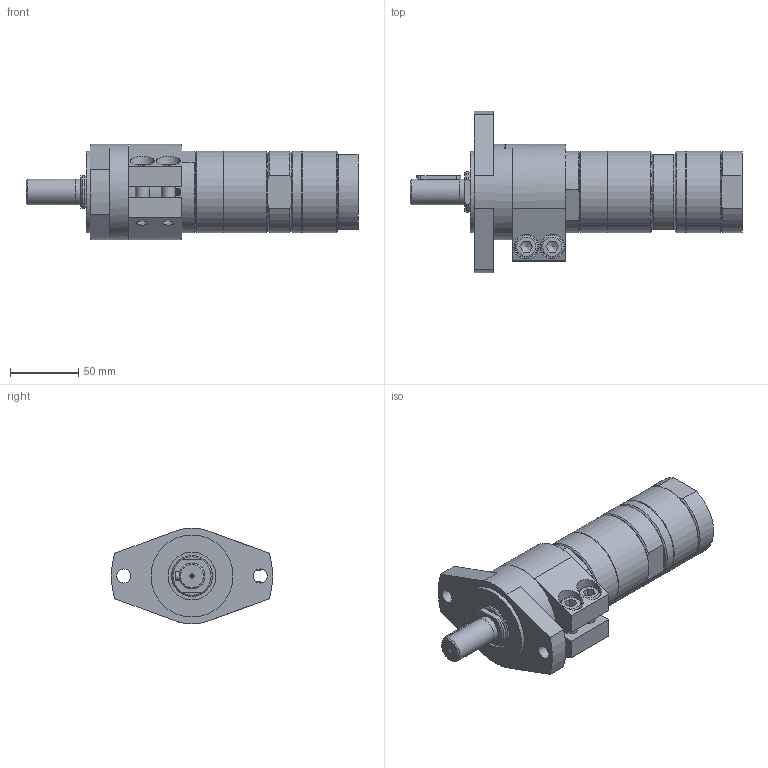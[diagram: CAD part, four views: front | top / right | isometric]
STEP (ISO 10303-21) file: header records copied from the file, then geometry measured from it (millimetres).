
FILE_DESCRIPTION(/* description */ (''),/* implementation_level */ '2;1');
FILE_NAME(/* name */ 'MRD 120-9300 F100_60032095.stp',/* time_stamp */ '2014-08-19T13:29:23+02:00',/* author */ ('ekoch'),/* organization */ (''),/* preprocessor_version */ 'ST-DEVELOPER v15.2',/* originating_system */ 'Autodesk Inventor 2014',/* authorisation */ '');
FILE_SCHEMA (('AUTOMOTIVE_DESIGN { 1 0 10303 214 3 1 1 }'));
Length unit declared in the file: millimetre
Products named in the file (1): MRD 120-9300 F100_60032095
Bounding box: 243 x 118 x 70 mm (x, y, z)
Volume: 689016.8 mm3; surface area: 76065.4 mm2
Topology: 1 solids, 5 shells, 223 faces, 541 edges, 343 vertices
Faces by surface type: plane 123, cylinder 54, cone 36, torus 8, sphere 2
Full cylindrical faces by diameter (mm): 1.55 x2, 1.6 x1, 3.3 x1, 3.6 x1, 4 x2, 5 x1, 5.5 x1, 8.376 x2, 10 x2, 10.3 x2, 10.5 x2, 14.95 x1, 16 x2, 18 x2, 18.631 x1, 18.8 x1, 19 x1, 29.95 x1, 35 x1, 40 x1, 52 x1, 52.1 x1, 55.178 x1, 57 x1, 57.01 x1, 60 x6, 70 x1
Entity records: 6214 total; most frequent: CARTESIAN_POINT 1135, DIRECTION 1010, ORIENTED_EDGE 886, EDGE_CURVE 443, AXIS2_PLACEMENT_3D 388, EDGE_LOOP 330, VERTEX_POINT 315, LINE 234
